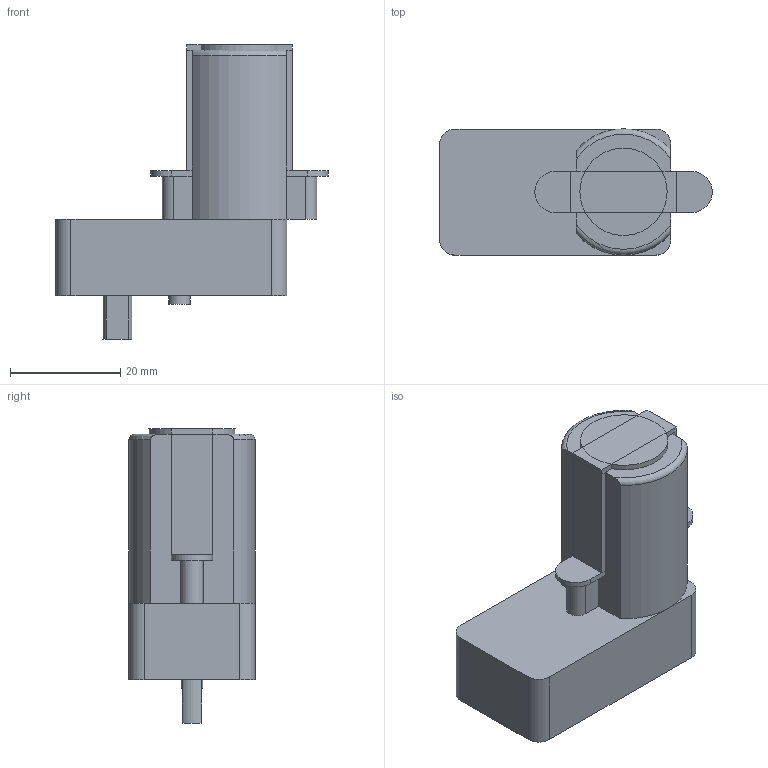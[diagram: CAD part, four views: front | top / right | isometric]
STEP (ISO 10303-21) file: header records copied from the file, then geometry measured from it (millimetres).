
FILE_DESCRIPTION(('FreeCAD Model'),'2;1');
FILE_NAME('Open CASCADE Shape Model','2022-07-11T14:33:53',(''),(''), 'Open CASCADE STEP processor 7.6','FreeCAD','Unknown');
FILE_SCHEMA(('AUTOMOTIVE_DESIGN { 1 0 10303 214 1 1 1 1 }'));
Length unit declared in the file: millimetre
Products named in the file (2): Part; Body
Assembly tree (1 placements, depth 2):
  Part
    Body
Bounding box: 49.54 x 22.92 x 53.54 mm (x, y, z)
Volume: 25288.8 mm3; surface area: 6380.8 mm2
Topology: 1 solids, 1 shells, 65 faces, 158 edges, 97 vertices
Faces by surface type: plane 48, cylinder 15, torus 2
Full cylindrical faces by diameter (mm): 3.92 x1
Entity records: 4215 total; most frequent: CARTESIAN_POINT 938, DIRECTION 625, LINE 387, VECTOR 387, ORIENTED_EDGE 316, PCURVE 316, DEFINITIONAL_REPRESENTATION 316, EDGE_CURVE 158
